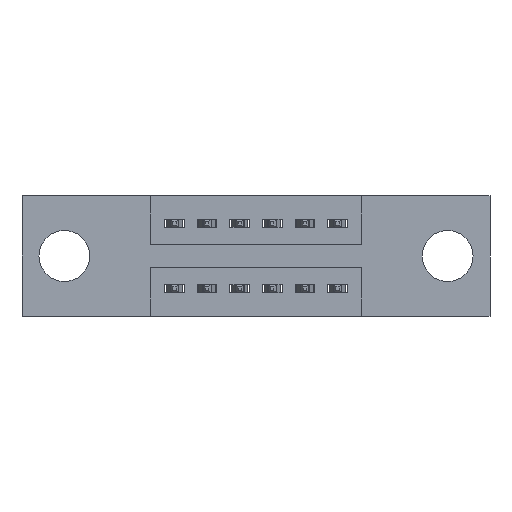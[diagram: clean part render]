
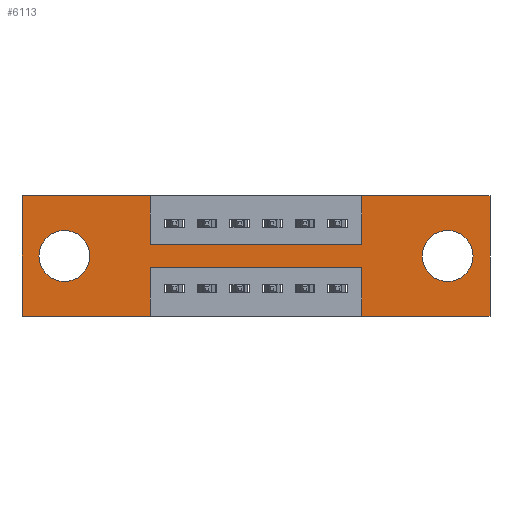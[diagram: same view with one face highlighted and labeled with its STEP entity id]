
A CAD part, front view. The second image highlights one B-rep face of the part: STEP entity #6113.
In plain terms, the highlighted planar face has unit normal (0, -1, 0).
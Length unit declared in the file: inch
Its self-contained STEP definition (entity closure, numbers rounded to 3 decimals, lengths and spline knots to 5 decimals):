
#62 = VERTEX_POINT ( 'NONE', #982 ) ;
#381 = VERTEX_POINT ( 'NONE', #9723 ) ;
#433 = EDGE_CURVE ( 'NONE', #6979, #2217, #3165, .T. ) ;
#498 = AXIS2_PLACEMENT_3D ( 'NONE', #535, #6722, #2879 ) ;
#535 = CARTESIAN_POINT ( 'NONE',  ( 1.305, 0., -0.185 ) ) ;
#737 = ORIENTED_EDGE ( 'NONE', *, *, #1300, .T. ) ;
#775 = CARTESIAN_POINT ( 'NONE',  ( 1.0425, 0., -0.37 ) ) ;
#878 = VECTOR ( 'NONE', #4386, 39.37008 ) ;
#889 = ORIENTED_EDGE ( 'NONE', *, *, #6330, .F. ) ;
#928 = DIRECTION ( 'NONE',  ( 0., 0., 1. ) ) ;
#969 = EDGE_CURVE ( 'NONE', #4895, #9422, #3084, .T. ) ;
#982 = CARTESIAN_POINT ( 'NONE',  ( 0., 0., 0. ) ) ;
#1046 = EDGE_CURVE ( 'NONE', #6259, #6979, #7183, .T. ) ;
#1107 = VECTOR ( 'NONE', #9997, 39.37008 ) ;
#1152 = AXIS2_PLACEMENT_3D ( 'NONE', #7487, #3083, #8687 ) ;
#1300 = EDGE_CURVE ( 'NONE', #381, #8785, #1647, .T. ) ;
#1375 = CARTESIAN_POINT ( 'NONE',  ( 0., 0., -0.37 ) ) ;
#1390 = DIRECTION ( 'NONE',  ( -1., 0., 0. ) ) ;
#1419 = DIRECTION ( 'NONE',  ( -1., 0., 0. ) ) ;
#1548 = PLANE ( 'NONE',  #2648 ) ;
#1647 = CIRCLE ( 'NONE', #1152, 0.078 ) ;
#1703 = ORIENTED_EDGE ( 'NONE', *, *, #969, .T. ) ;
#1710 = LINE ( 'NONE', #4695, #4441 ) ;
#1792 = CARTESIAN_POINT ( 'NONE',  ( 0.3925, 0., 0. ) ) ;
#1871 = DIRECTION ( 'NONE',  ( 0., 0., -1. ) ) ;
#1948 = DIRECTION ( 'NONE',  ( 0., 1., 0. ) ) ;
#2152 = LINE ( 'NONE', #1375, #4726 ) ;
#2178 = DIRECTION ( 'NONE',  ( 1., 0., 0. ) ) ;
#2217 = VERTEX_POINT ( 'NONE', #7626 ) ;
#2280 = EDGE_CURVE ( 'NONE', #2947, #3207, #4392, .T. ) ;
#2323 = VERTEX_POINT ( 'NONE', #9222 ) ;
#2359 = VERTEX_POINT ( 'NONE', #7721 ) ;
#2372 = LINE ( 'NONE', #4597, #1107 ) ;
#2403 = EDGE_CURVE ( 'NONE', #8019, #2359, #2372, .T. ) ;
#2648 = AXIS2_PLACEMENT_3D ( 'NONE', #3225, #9384, #7161 ) ;
#2692 = ORIENTED_EDGE ( 'NONE', *, *, #6195, .T. ) ;
#2806 = CARTESIAN_POINT ( 'NONE',  ( 1.0425, 0., -0.22 ) ) ;
#2820 = LINE ( 'NONE', #3020, #5229 ) ;
#2879 = DIRECTION ( 'NONE',  ( 0., 0., -1. ) ) ;
#2947 = VERTEX_POINT ( 'NONE', #7436 ) ;
#2968 = CARTESIAN_POINT ( 'NONE',  ( 0.3925, 0., -0.37 ) ) ;
#3020 = CARTESIAN_POINT ( 'NONE',  ( 0., 0., -0.37 ) ) ;
#3053 = CARTESIAN_POINT ( 'NONE',  ( 1.435, 0., -0.37 ) ) ;
#3073 = FACE_BOUND ( 'NONE', #9780, .T. ) ;
#3080 = CARTESIAN_POINT ( 'NONE',  ( 0.13, 0., -0.263 ) ) ;
#3083 = DIRECTION ( 'NONE',  ( 0., 1., 0. ) ) ;
#3084 = CIRCLE ( 'NONE', #3397, 0.078 ) ;
#3162 = CARTESIAN_POINT ( 'NONE',  ( 1.0425, 0., 0. ) ) ;
#3165 = LINE ( 'NONE', #3254, #9315 ) ;
#3200 = EDGE_LOOP ( 'NONE', ( #889, #8669, #4434, #5499, #4092, #6757, #6886, #6808, #7836, #6384, #4184, #9279 ) ) ;
#3207 = VERTEX_POINT ( 'NONE', #7941 ) ;
#3225 = CARTESIAN_POINT ( 'NONE',  ( 0., 0., -0.37 ) ) ;
#3254 = CARTESIAN_POINT ( 'NONE',  ( 0.3925, 0., -0.15 ) ) ;
#3397 = AXIS2_PLACEMENT_3D ( 'NONE', #4661, #6329, #9410 ) ;
#3746 = VERTEX_POINT ( 'NONE', #4691 ) ;
#3785 = CARTESIAN_POINT ( 'NONE',  ( 0., 0., 0. ) ) ;
#4018 = EDGE_CURVE ( 'NONE', #2323, #3746, #2820, .T. ) ;
#4034 = DIRECTION ( 'NONE',  ( 1., 0., 0. ) ) ;
#4047 = AXIS2_PLACEMENT_3D ( 'NONE', #9584, #1948, #8931 ) ;
#4092 = ORIENTED_EDGE ( 'NONE', *, *, #5300, .F. ) ;
#4094 = CARTESIAN_POINT ( 'NONE',  ( 0.3925, 0., -0.15 ) ) ;
#4177 = CARTESIAN_POINT ( 'NONE',  ( 1.0425, 0., -0.37 ) ) ;
#4184 = ORIENTED_EDGE ( 'NONE', *, *, #4534, .F. ) ;
#4222 = CIRCLE ( 'NONE', #498, 0.078 ) ;
#4333 = CARTESIAN_POINT ( 'NONE',  ( 1.305, 0., -0.263 ) ) ;
#4360 = VECTOR ( 'NONE', #2178, 39.37008 ) ;
#4386 = DIRECTION ( 'NONE',  ( 0., 0., -1. ) ) ;
#4392 = LINE ( 'NONE', #3785, #4360 ) ;
#4434 = ORIENTED_EDGE ( 'NONE', *, *, #7789, .F. ) ;
#4441 = VECTOR ( 'NONE', #4034, 39.37008 ) ;
#4533 = VECTOR ( 'NONE', #8382, 39.37008 ) ;
#4534 = EDGE_CURVE ( 'NONE', #3746, #62, #4620, .T. ) ;
#4573 = CARTESIAN_POINT ( 'NONE',  ( 0., 0., 0. ) ) ;
#4597 = CARTESIAN_POINT ( 'NONE',  ( 0.3925, 0., -0.22 ) ) ;
#4620 = LINE ( 'NONE', #4573, #8955 ) ;
#4661 = CARTESIAN_POINT ( 'NONE',  ( 0.13, 0., -0.185 ) ) ;
#4691 = CARTESIAN_POINT ( 'NONE',  ( 0., 0., -0.37 ) ) ;
#4693 = CIRCLE ( 'NONE', #4047, 0.078 ) ;
#4695 = CARTESIAN_POINT ( 'NONE',  ( 0., 0., 0. ) ) ;
#4726 = VECTOR ( 'NONE', #1419, 39.37008 ) ;
#4895 = VERTEX_POINT ( 'NONE', #3080 ) ;
#4941 = EDGE_CURVE ( 'NONE', #62, #6259, #1710, .T. ) ;
#5137 = CARTESIAN_POINT ( 'NONE',  ( 1.435, 0., 0. ) ) ;
#5229 = VECTOR ( 'NONE', #1390, 39.37008 ) ;
#5291 = LINE ( 'NONE', #2968, #4533 ) ;
#5300 = EDGE_CURVE ( 'NONE', #3207, #8246, #7675, .T. ) ;
#5499 = ORIENTED_EDGE ( 'NONE', *, *, #8093, .F. ) ;
#5528 = VECTOR ( 'NONE', #928, 39.37008 ) ;
#5773 = CARTESIAN_POINT ( 'NONE',  ( 0.3925, 0., 0. ) ) ;
#5850 = EDGE_CURVE ( 'NONE', #2217, #2947, #7000, .T. ) ;
#6113 = ADVANCED_FACE ( 'NONE', ( #6913, #3073, #9236 ), #1548, .T. ) ;
#6195 = EDGE_CURVE ( 'NONE', #9422, #4895, #4693, .T. ) ;
#6244 = DIRECTION ( 'NONE',  ( 0., 0., 1. ) ) ;
#6245 = DIRECTION ( 'NONE',  ( 1., 0., 0. ) ) ;
#6259 = VERTEX_POINT ( 'NONE', #1792 ) ;
#6329 = DIRECTION ( 'NONE',  ( 0., 1., 0. ) ) ;
#6330 = EDGE_CURVE ( 'NONE', #2359, #2323, #5291, .T. ) ;
#6384 = ORIENTED_EDGE ( 'NONE', *, *, #4941, .F. ) ;
#6425 = DIRECTION ( 'NONE',  ( 0., 0., 1. ) ) ;
#6476 = EDGE_LOOP ( 'NONE', ( #737, #7220 ) ) ;
#6722 = DIRECTION ( 'NONE',  ( 0., 1., 0. ) ) ;
#6757 = ORIENTED_EDGE ( 'NONE', *, *, #2280, .F. ) ;
#6808 = ORIENTED_EDGE ( 'NONE', *, *, #433, .F. ) ;
#6886 = ORIENTED_EDGE ( 'NONE', *, *, #5850, .F. ) ;
#6913 = FACE_BOUND ( 'NONE', #6476, .T. ) ;
#6979 = VERTEX_POINT ( 'NONE', #4094 ) ;
#7000 = LINE ( 'NONE', #3162, #7517 ) ;
#7161 = DIRECTION ( 'NONE',  ( 0., 0., -1. ) ) ;
#7183 = LINE ( 'NONE', #5773, #8257 ) ;
#7220 = ORIENTED_EDGE ( 'NONE', *, *, #7263, .T. ) ;
#7263 = EDGE_CURVE ( 'NONE', #8785, #381, #4222, .T. ) ;
#7436 = CARTESIAN_POINT ( 'NONE',  ( 1.0425, 0., 0. ) ) ;
#7465 = VERTEX_POINT ( 'NONE', #4177 ) ;
#7487 = CARTESIAN_POINT ( 'NONE',  ( 1.305, 0., -0.185 ) ) ;
#7517 = VECTOR ( 'NONE', #6244, 39.37008 ) ;
#7626 = CARTESIAN_POINT ( 'NONE',  ( 1.0425, 0., -0.15 ) ) ;
#7675 = LINE ( 'NONE', #5137, #878 ) ;
#7721 = CARTESIAN_POINT ( 'NONE',  ( 0.3925, 0., -0.22 ) ) ;
#7789 = EDGE_CURVE ( 'NONE', #7465, #8019, #7864, .T. ) ;
#7836 = ORIENTED_EDGE ( 'NONE', *, *, #1046, .F. ) ;
#7854 = CARTESIAN_POINT ( 'NONE',  ( 0.13, 0., -0.107 ) ) ;
#7864 = LINE ( 'NONE', #775, #5528 ) ;
#7941 = CARTESIAN_POINT ( 'NONE',  ( 1.435, 0., 0. ) ) ;
#8019 = VERTEX_POINT ( 'NONE', #2806 ) ;
#8093 = EDGE_CURVE ( 'NONE', #8246, #7465, #2152, .T. ) ;
#8246 = VERTEX_POINT ( 'NONE', #3053 ) ;
#8257 = VECTOR ( 'NONE', #1871, 39.37008 ) ;
#8382 = DIRECTION ( 'NONE',  ( 0., 0., -1. ) ) ;
#8669 = ORIENTED_EDGE ( 'NONE', *, *, #2403, .F. ) ;
#8687 = DIRECTION ( 'NONE',  ( 0., 0., -1. ) ) ;
#8785 = VERTEX_POINT ( 'NONE', #4333 ) ;
#8931 = DIRECTION ( 'NONE',  ( 0., 0., 1. ) ) ;
#8955 = VECTOR ( 'NONE', #6425, 39.37008 ) ;
#9222 = CARTESIAN_POINT ( 'NONE',  ( 0.3925, 0., -0.37 ) ) ;
#9236 = FACE_OUTER_BOUND ( 'NONE', #3200, .T. ) ;
#9279 = ORIENTED_EDGE ( 'NONE', *, *, #4018, .F. ) ;
#9315 = VECTOR ( 'NONE', #6245, 39.37008 ) ;
#9384 = DIRECTION ( 'NONE',  ( 0., -1., 0. ) ) ;
#9410 = DIRECTION ( 'NONE',  ( 0., 0., 1. ) ) ;
#9422 = VERTEX_POINT ( 'NONE', #7854 ) ;
#9584 = CARTESIAN_POINT ( 'NONE',  ( 0.13, 0., -0.185 ) ) ;
#9723 = CARTESIAN_POINT ( 'NONE',  ( 1.305, 0., -0.107 ) ) ;
#9780 = EDGE_LOOP ( 'NONE', ( #2692, #1703 ) ) ;
#9997 = DIRECTION ( 'NONE',  ( -1., 0., 0. ) ) ;
